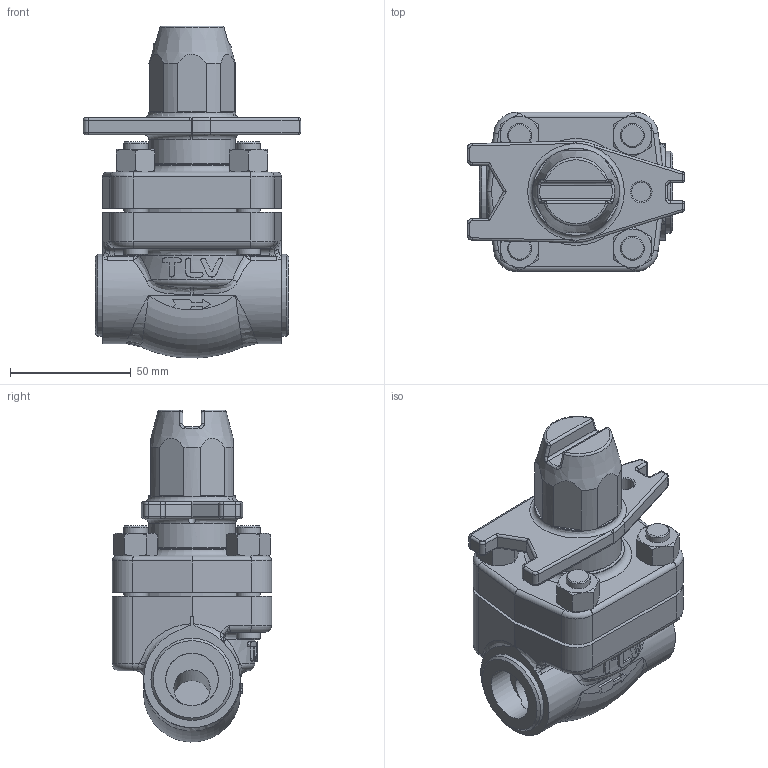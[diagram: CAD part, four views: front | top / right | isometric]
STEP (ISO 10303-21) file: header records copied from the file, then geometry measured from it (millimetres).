
FILE_DESCRIPTION(/* description */ (''),/* implementation_level */ '2;1');
FILE_NAME(/* name */ 'bd800-015-sw000-00.stp',/* time_stamp */ '2018-11-01T16:29:13+09:00',/* author */ ('nakaot'),/* organization */ (''),/* preprocessor_version */ 'ST-DEVELOPER v15.6',/* originating_system */ 'Autodesk Inventor 2015',/* authorisation */ '');
FILE_SCHEMA (('CONFIG_CONTROL_DESIGN'));
Length unit declared in the file: centimetre
Products named in the file (1): bd800-015-sw000-00
Bounding box: 90 x 66 x 137.43 mm (x, y, z)
Volume: 310261.3 mm3; surface area: 57778.7 mm2
Topology: 1 solids, 3 shells, 454 faces, 1069 edges, 636 vertices
Faces by surface type: plane 169, cylinder 126, cone 64, bspline 49, torus 30, sphere 16
Full cylindrical faces by diameter (mm): 3 x1, 8 x1, 8.376 x2, 10 x10, 11 x4, 12 x1, 13 x1, 15 x1, 18 x1, 18.376 x1, 21.8 x2, 24.5 x1, 25.5 x1, 27 x1, 34 x2, 36 x2, 54 x1
Entity records: 14409 total; most frequent: CARTESIAN_POINT 4626, DIRECTION 2032, ORIENTED_EDGE 1980, EDGE_CURVE 990, AXIS2_PLACEMENT_3D 860, VERTEX_POINT 616, EDGE_LOOP 538, FACE_OUTER_BOUND 454
